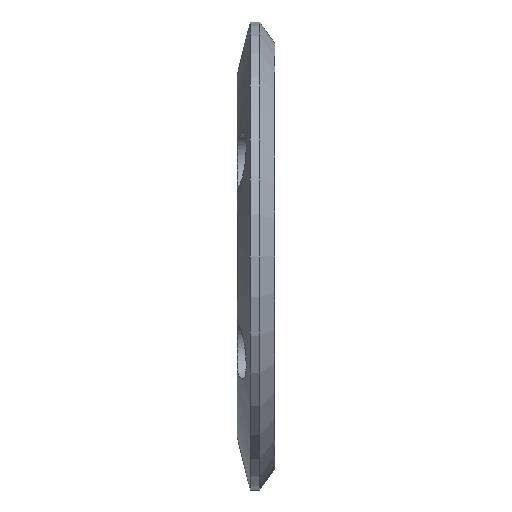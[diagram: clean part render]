
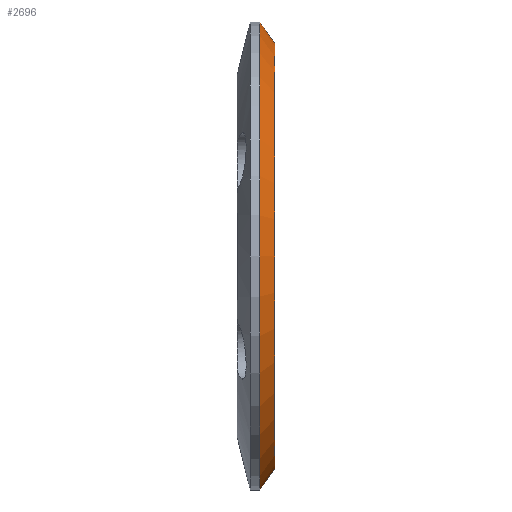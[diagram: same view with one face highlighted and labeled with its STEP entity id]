
A CAD part, front view. The second image highlights one B-rep face of the part: STEP entity #2696.
In plain terms, the highlighted conical face has half-angle 55.176 degrees and reference radius 37.05 mm.
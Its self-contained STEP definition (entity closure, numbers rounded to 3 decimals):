
#1677 = CYLINDRICAL_SURFACE('',#1678,37.05);
#1678 = AXIS2_PLACEMENT_3D('',#1679,#1680,#1681);
#1679 = CARTESIAN_POINT('',(-8.331,0.,0.));
#1680 = DIRECTION('',(1.,0.,0.));
#1681 = DIRECTION('',(0.,1.,0.));
#2437 = VERTEX_POINT('',#2438);
#2438 = CARTESIAN_POINT('',(-6.831,37.05,0.));
#2459 = EDGE_CURVE('',#2437,#2437,#2460,.T.);
#2460 = SURFACE_CURVE('',#2461,(#2466,#2473),.PCURVE_S1.);
#2461 = CIRCLE('',#2462,37.05);
#2462 = AXIS2_PLACEMENT_3D('',#2463,#2464,#2465);
#2463 = CARTESIAN_POINT('',(-6.831,0.,0.));
#2464 = DIRECTION('',(1.,0.,0.));
#2465 = DIRECTION('',(0.,1.,0.));
#2466 = PCURVE('',#1677,#2467);
#2467 = DEFINITIONAL_REPRESENTATION('',(#2468),#2472);
#2468 = LINE('',#2469,#2470);
#2469 = CARTESIAN_POINT('',(0.,1.5));
#2470 = VECTOR('',#2471,1.);
#2471 = DIRECTION('',(1.,0.));
#2472 = ( GEOMETRIC_REPRESENTATION_CONTEXT(2) 
PARAMETRIC_REPRESENTATION_CONTEXT() REPRESENTATION_CONTEXT('2D SPACE',''
  ) );
#2473 = PCURVE('',#2474,#2479);
#2474 = CONICAL_SURFACE('',#2475,37.05,0.963);
#2475 = AXIS2_PLACEMENT_3D('',#2476,#2477,#2478);
#2476 = CARTESIAN_POINT('',(-6.831,0.,0.));
#2477 = DIRECTION('',(-1.,-0.,-0.));
#2478 = DIRECTION('',(0.,1.,0.));
#2479 = DEFINITIONAL_REPRESENTATION('',(#2480),#2484);
#2480 = LINE('',#2481,#2482);
#2481 = CARTESIAN_POINT('',(-0.,-0.));
#2482 = VECTOR('',#2483,1.);
#2483 = DIRECTION('',(-1.,-0.));
#2484 = ( GEOMETRIC_REPRESENTATION_CONTEXT(2) 
PARAMETRIC_REPRESENTATION_CONTEXT() REPRESENTATION_CONTEXT('2D SPACE',''
  ) );
#2696 = ADVANCED_FACE('',(#2697),#2474,.T.);
#2697 = FACE_BOUND('',#2698,.T.);
#2698 = EDGE_LOOP('',(#2699,#2700,#2723,#2750));
#2699 = ORIENTED_EDGE('',*,*,#2459,.T.);
#2700 = ORIENTED_EDGE('',*,*,#2701,.T.);
#2701 = EDGE_CURVE('',#2437,#2702,#2704,.T.);
#2702 = VERTEX_POINT('',#2703);
#2703 = CARTESIAN_POINT('',(-4.431,33.6,0.));
#2704 = SEAM_CURVE('',#2705,(#2709,#2716),.PCURVE_S1.);
#2705 = LINE('',#2706,#2707);
#2706 = CARTESIAN_POINT('',(-6.831,37.05,0.));
#2707 = VECTOR('',#2708,1.);
#2708 = DIRECTION('',(0.571,-0.821,0.));
#2709 = PCURVE('',#2474,#2710);
#2710 = DEFINITIONAL_REPRESENTATION('',(#2711),#2715);
#2711 = LINE('',#2712,#2713);
#2712 = CARTESIAN_POINT('',(-0.,-0.));
#2713 = VECTOR('',#2714,1.);
#2714 = DIRECTION('',(-0.,-1.));
#2715 = ( GEOMETRIC_REPRESENTATION_CONTEXT(2) 
PARAMETRIC_REPRESENTATION_CONTEXT() REPRESENTATION_CONTEXT('2D SPACE',''
  ) );
#2716 = PCURVE('',#2474,#2717);
#2717 = DEFINITIONAL_REPRESENTATION('',(#2718),#2722);
#2718 = LINE('',#2719,#2720);
#2719 = CARTESIAN_POINT('',(-6.283,-0.));
#2720 = VECTOR('',#2721,1.);
#2721 = DIRECTION('',(-0.,-1.));
#2722 = ( GEOMETRIC_REPRESENTATION_CONTEXT(2) 
PARAMETRIC_REPRESENTATION_CONTEXT() REPRESENTATION_CONTEXT('2D SPACE',''
  ) );
#2723 = ORIENTED_EDGE('',*,*,#2724,.F.);
#2724 = EDGE_CURVE('',#2702,#2702,#2725,.T.);
#2725 = SURFACE_CURVE('',#2726,(#2731,#2738),.PCURVE_S1.);
#2726 = CIRCLE('',#2727,33.6);
#2727 = AXIS2_PLACEMENT_3D('',#2728,#2729,#2730);
#2728 = CARTESIAN_POINT('',(-4.431,0.,0.));
#2729 = DIRECTION('',(1.,0.,0.));
#2730 = DIRECTION('',(0.,1.,0.));
#2731 = PCURVE('',#2474,#2732);
#2732 = DEFINITIONAL_REPRESENTATION('',(#2733),#2737);
#2733 = LINE('',#2734,#2735);
#2734 = CARTESIAN_POINT('',(-0.,-2.4));
#2735 = VECTOR('',#2736,1.);
#2736 = DIRECTION('',(-1.,-0.));
#2737 = ( GEOMETRIC_REPRESENTATION_CONTEXT(2) 
PARAMETRIC_REPRESENTATION_CONTEXT() REPRESENTATION_CONTEXT('2D SPACE',''
  ) );
#2738 = PCURVE('',#2739,#2744);
#2739 = PLANE('',#2740);
#2740 = AXIS2_PLACEMENT_3D('',#2741,#2742,#2743);
#2741 = CARTESIAN_POINT('',(-4.431,0.,0.));
#2742 = DIRECTION('',(1.,0.,0.));
#2743 = DIRECTION('',(0.,1.,0.));
#2744 = DEFINITIONAL_REPRESENTATION('',(#2745),#2749);
#2745 = CIRCLE('',#2746,33.6);
#2746 = AXIS2_PLACEMENT_2D('',#2747,#2748);
#2747 = CARTESIAN_POINT('',(0.,0.));
#2748 = DIRECTION('',(1.,0.));
#2749 = ( GEOMETRIC_REPRESENTATION_CONTEXT(2) 
PARAMETRIC_REPRESENTATION_CONTEXT() REPRESENTATION_CONTEXT('2D SPACE',''
  ) );
#2750 = ORIENTED_EDGE('',*,*,#2701,.F.);
